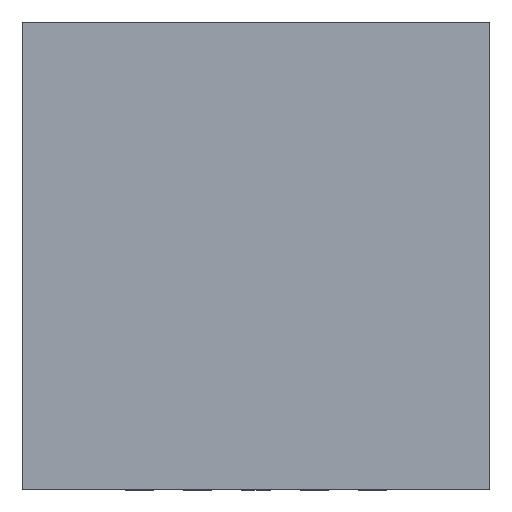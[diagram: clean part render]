
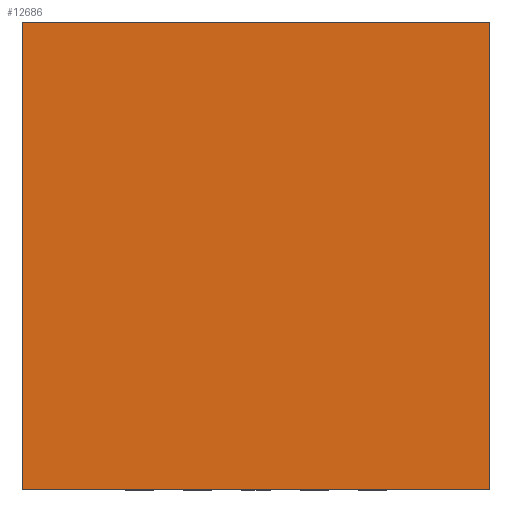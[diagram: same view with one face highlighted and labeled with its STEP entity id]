
A CAD part, top view. The second image highlights one B-rep face of the part: STEP entity #12686.
In plain terms, the highlighted face is planar.
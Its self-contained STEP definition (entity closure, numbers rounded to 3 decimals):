
#9625=DIRECTION('',(0.,0.,1.));
#9626=VECTOR('',#9625,4.);
#9627=CARTESIAN_POINT('',(-2.,0.975,-2.));
#9628=LINE('',#9627,#9626);
#9632=DIRECTION('',(-1.,0.,0.));
#9633=VECTOR('',#9632,4.);
#9634=CARTESIAN_POINT('',(2.,0.975,-2.));
#9635=LINE('',#9634,#9633);
#9639=DIRECTION('',(0.,0.,-1.));
#9640=VECTOR('',#9639,4.);
#9641=CARTESIAN_POINT('',(2.,0.975,2.));
#9642=LINE('',#9641,#9640);
#9646=DIRECTION('',(1.,0.,0.));
#9647=VECTOR('',#9646,4.);
#9648=CARTESIAN_POINT('',(-2.,0.975,2.));
#9649=LINE('',#9648,#9647);
#10523=CARTESIAN_POINT('',(-2.,0.975,-2.));
#10524=CARTESIAN_POINT('',(-2.,0.975,2.));
#10525=VERTEX_POINT('',#10523);
#10526=VERTEX_POINT('',#10524);
#10527=CARTESIAN_POINT('',(2.,0.975,2.));
#10528=VERTEX_POINT('',#10527);
#10529=CARTESIAN_POINT('',(2.,0.975,-2.));
#10530=VERTEX_POINT('',#10529);
#12675=CARTESIAN_POINT('',(0.,0.975,0.));
#12676=DIRECTION('',(0.,1.,0.));
#12677=DIRECTION('',(1.,0.,0.));
#12678=AXIS2_PLACEMENT_3D('',#12675,#12676,#12677);
#12679=PLANE('',#12678);
#12680=ORIENTED_EDGE('',*,*,#11485,.F.);
#12681=ORIENTED_EDGE('',*,*,#11598,.F.);
#12682=ORIENTED_EDGE('',*,*,#12080,.F.);
#12683=ORIENTED_EDGE('',*,*,#12533,.F.);
#12684=EDGE_LOOP('',(#12680,#12681,#12682,#12683));
#12685=FACE_OUTER_BOUND('',#12684,.F.);
#12686=ADVANCED_FACE('',(#12685),#12679,.T.);
#11485=EDGE_CURVE('',#10525,#10526,#9628,.T.);
#11598=EDGE_CURVE('',#10530,#10525,#9635,.T.);
#12080=EDGE_CURVE('',#10528,#10530,#9642,.T.);
#12533=EDGE_CURVE('',#10526,#10528,#9649,.T.);
